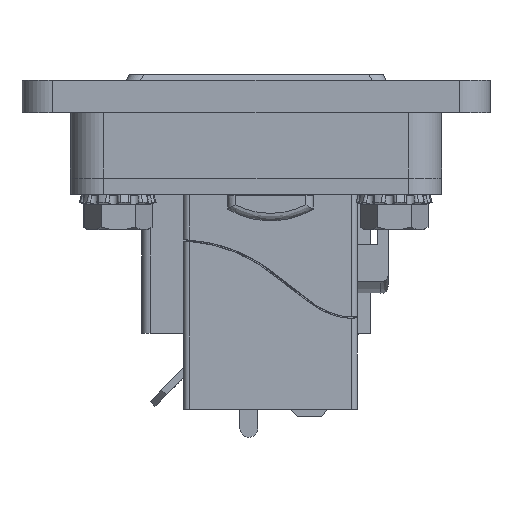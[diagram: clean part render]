
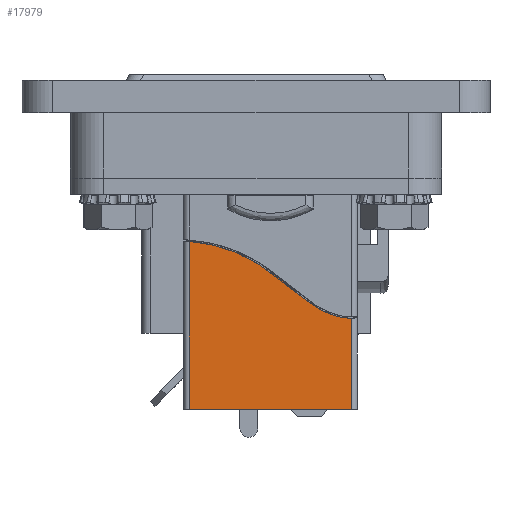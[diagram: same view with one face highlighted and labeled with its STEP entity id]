
A CAD part, left-side view. The second image highlights one B-rep face of the part: STEP entity #17979.
In plain terms, the highlighted planar face has unit normal (-1, 0, 0).
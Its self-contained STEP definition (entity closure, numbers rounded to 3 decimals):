
#9 = CARTESIAN_POINT ( 'NONE',  ( -7.35, -14.9, -7.6 ) ) ;
#454 = CARTESIAN_POINT ( 'NONE',  ( -7.35, 14.9, -8.1 ) ) ;
#1564 = CARTESIAN_POINT ( 'NONE',  ( -7.35, -6.365, 6.772 ) ) ;
#1797 = LINE ( 'NONE', #17350, #27719 ) ;
#2080 = LINE ( 'NONE', #26012, #7897 ) ;
#2983 = PLANE ( 'NONE',  #22500 ) ;
#3133 = FACE_OUTER_BOUND ( 'NONE', #4186, .T. ) ;
#3817 = LINE ( 'NONE', #10815, #27421 ) ;
#4064 = CARTESIAN_POINT ( 'NONE',  ( -7.35, -6.382, 7.6 ) ) ;
#4186 = EDGE_LOOP ( 'NONE', ( #9374, #5735, #5142, #28152 ) ) ;
#5142 = ORIENTED_EDGE ( 'NONE', *, *, #32677, .F. ) ;
#5301 = EDGE_CURVE ( 'NONE', #32134, #27075, #2080, .T. ) ;
#5522 = DIRECTION ( 'NONE',  ( 0., 0., -1. ) ) ;
#5735 = ORIENTED_EDGE ( 'NONE', *, *, #23501, .F. ) ;
#6486 = CARTESIAN_POINT ( 'NONE',  ( -7.35, 0.782, -7.6 ) ) ;
#7441 = DIRECTION ( 'NONE',  ( 0., -1., 0. ) ) ;
#7897 = VECTOR ( 'NONE', #18525, 1000. ) ;
#8395 = DIRECTION ( 'NONE',  ( 0., 0., -1. ) ) ;
#9374 = ORIENTED_EDGE ( 'NONE', *, *, #5301, .F. ) ;
#10815 = CARTESIAN_POINT ( 'NONE',  ( -7.35, -14.9, -8.1 ) ) ;
#11498 = CARTESIAN_POINT ( 'NONE',  ( -7.35, -0.935, -1.657 ) ) ;
#12195 = VERTEX_POINT ( 'NONE', #14153 ) ;
#13850 = CARTESIAN_POINT ( 'NONE',  ( -7.35, 0.782, -7.6 ) ) ;
#13996 = CARTESIAN_POINT ( 'NONE',  ( -7.35, -3.603, 1.969 ) ) ;
#14153 = CARTESIAN_POINT ( 'NONE',  ( -7.35, -14.9, 7.6 ) ) ;
#16571 = CARTESIAN_POINT ( 'NONE',  ( -7.35, -6.06, 5.481 ) ) ;
#17350 = CARTESIAN_POINT ( 'NONE',  ( -7.35, 14.9, 7.6 ) ) ;
#17912 = DIRECTION ( 'NONE',  ( 1., 0., 0. ) ) ;
#17979 = ADVANCED_FACE ( 'NONE', ( #3133 ), #2983, .F. ) ;
#18525 = DIRECTION ( 'NONE',  ( 0., 1., 0. ) ) ;
#19082 = CARTESIAN_POINT ( 'NONE',  ( -7.35, -6.388, 7.384 ) ) ;
#21514 = CARTESIAN_POINT ( 'NONE',  ( -7.35, 0.698, -6.279 ) ) ;
#22500 = AXIS2_PLACEMENT_3D ( 'NONE', #454, #17912, #5522 ) ;
#23169 = VERTEX_POINT ( 'NONE', #26461 ) ;
#23501 = EDGE_CURVE ( 'NONE', #12195, #32134, #3817, .T. ) ;
#26012 = CARTESIAN_POINT ( 'NONE',  ( -7.35, 14.9, -7.6 ) ) ;
#26461 = CARTESIAN_POINT ( 'NONE',  ( -7.35, -6.382, 7.6 ) ) ;
#26573 = CARTESIAN_POINT ( 'NONE',  ( -7.35, 0.252, -4.217 ) ) ;
#27075 = VERTEX_POINT ( 'NONE', #13850 ) ;
#27421 = VECTOR ( 'NONE', #8395, 1000. ) ;
#27719 = VECTOR ( 'NONE', #7441, 1000. ) ;
#28152 = ORIENTED_EDGE ( 'NONE', *, *, #32430, .F. ) ;
#29155 = CARTESIAN_POINT ( 'NONE',  ( -7.35, -2.172, 0.185 ) ) ;
#31711 = CARTESIAN_POINT ( 'NONE',  ( -7.35, -5.114, 3.807 ) ) ;
#32134 = VERTEX_POINT ( 'NONE', #9 ) ;
#32430 = EDGE_CURVE ( 'NONE', #27075, #23169, #32444, .T. ) ;
#32444 = B_SPLINE_CURVE_WITH_KNOTS ( 'NONE', 3,
 ( #6486, #21514, #26573, #11498, #29155, #13996, #31711, #16571, #1564, #19082, #4064 ),
 .UNSPECIFIED., .F., .F.,
 ( 4, 1, 1, 1, 1, 1, 1, 1, 4 ),
 ( 0., 0.004, 0.006, 0.009, 0.011, 0.013, 0.015, 0.017, 0.017 ),
 .UNSPECIFIED. ) ;
#32677 = EDGE_CURVE ( 'NONE', #23169, #12195, #1797, .T. ) ;
